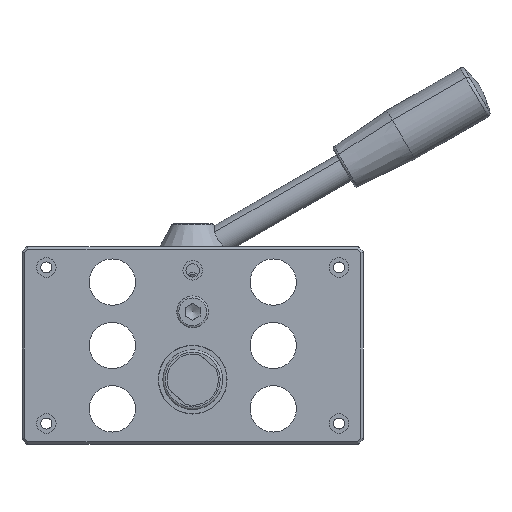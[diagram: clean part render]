
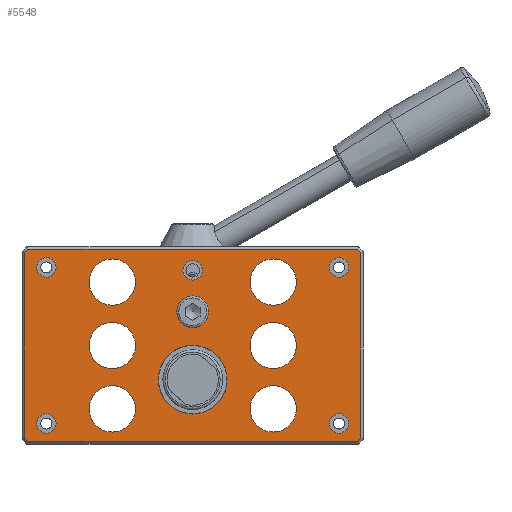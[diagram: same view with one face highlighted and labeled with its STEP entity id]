
A CAD part, left-side view. The second image highlights one B-rep face of the part: STEP entity #5548.
In plain terms, the highlighted planar face has unit normal (-1, 0, 0).
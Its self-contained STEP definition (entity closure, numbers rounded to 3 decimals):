
#502=LINE('',#7388,#907);
#503=LINE('',#7390,#908);
#504=LINE('',#7392,#909);
#505=LINE('',#7394,#910);
#506=LINE('',#7396,#911);
#507=LINE('',#7398,#912);
#508=LINE('',#7400,#913);
#509=LINE('',#7401,#914);
#907=VECTOR('',#6347,10.);
#908=VECTOR('',#6348,10.);
#909=VECTOR('',#6349,10.);
#910=VECTOR('',#6350,10.);
#911=VECTOR('',#6351,10.);
#912=VECTOR('',#6352,10.);
#913=VECTOR('',#6353,10.);
#914=VECTOR('',#6354,10.);
#1311=FACE_BOUND('',#1726,.T.);
#1312=FACE_BOUND('',#1727,.T.);
#1313=FACE_BOUND('',#1728,.T.);
#1314=FACE_BOUND('',#1729,.T.);
#1315=FACE_BOUND('',#1730,.T.);
#1316=FACE_BOUND('',#1731,.T.);
#1317=FACE_BOUND('',#1732,.T.);
#1318=FACE_BOUND('',#1733,.T.);
#1319=FACE_BOUND('',#1734,.T.);
#1320=FACE_BOUND('',#1735,.T.);
#1321=FACE_BOUND('',#1736,.T.);
#1322=FACE_BOUND('',#1737,.T.);
#1323=FACE_BOUND('',#1738,.T.);
#1403=FACE_OUTER_BOUND('',#1725,.T.);
#1725=EDGE_LOOP('',(#3621,#3622,#3623,#3624,#3625,#3626,#3627,#3628));
#1726=EDGE_LOOP('',(#3629));
#1727=EDGE_LOOP('',(#3630));
#1728=EDGE_LOOP('',(#3631));
#1729=EDGE_LOOP('',(#3632));
#1730=EDGE_LOOP('',(#3633));
#1731=EDGE_LOOP('',(#3634));
#1732=EDGE_LOOP('',(#3635));
#1733=EDGE_LOOP('',(#3636));
#1734=EDGE_LOOP('',(#3637));
#1735=EDGE_LOOP('',(#3638));
#1736=EDGE_LOOP('',(#3639));
#1737=EDGE_LOOP('',(#3640));
#1738=EDGE_LOOP('',(#3641));
#2071=CIRCLE('',#5875,9.5);
#2073=CIRCLE('',#5878,9.5);
#2075=CIRCLE('',#5881,9.5);
#2077=CIRCLE('',#5884,9.5);
#2079=CIRCLE('',#5887,9.5);
#2081=CIRCLE('',#5890,9.5);
#2098=CIRCLE('',#5919,4.);
#2099=CIRCLE('',#5931,6.5);
#2100=CIRCLE('',#5932,4.);
#2101=CIRCLE('',#5933,4.);
#2102=CIRCLE('',#5934,4.);
#2103=CIRCLE('',#5935,4.);
#2104=CIRCLE('',#5936,14.1);
#2174=VERTEX_POINT('',#7195);
#2176=VERTEX_POINT('',#7201);
#2178=VERTEX_POINT('',#7207);
#2180=VERTEX_POINT('',#7213);
#2182=VERTEX_POINT('',#7219);
#2184=VERTEX_POINT('',#7225);
#2209=VERTEX_POINT('',#7296);
#2231=VERTEX_POINT('',#7386);
#2232=VERTEX_POINT('',#7387);
#2233=VERTEX_POINT('',#7389);
#2234=VERTEX_POINT('',#7391);
#2235=VERTEX_POINT('',#7393);
#2236=VERTEX_POINT('',#7395);
#2237=VERTEX_POINT('',#7397);
#2238=VERTEX_POINT('',#7399);
#2239=VERTEX_POINT('',#7402);
#2240=VERTEX_POINT('',#7404);
#2241=VERTEX_POINT('',#7406);
#2242=VERTEX_POINT('',#7408);
#2243=VERTEX_POINT('',#7410);
#2244=VERTEX_POINT('',#7412);
#2698=EDGE_CURVE('',#2174,#2174,#2071,.T.);
#2701=EDGE_CURVE('',#2176,#2176,#2073,.T.);
#2704=EDGE_CURVE('',#2178,#2178,#2075,.T.);
#2707=EDGE_CURVE('',#2180,#2180,#2077,.T.);
#2710=EDGE_CURVE('',#2182,#2182,#2079,.T.);
#2713=EDGE_CURVE('',#2184,#2184,#2081,.T.);
#2747=EDGE_CURVE('',#2209,#2209,#2098,.T.);
#2780=EDGE_CURVE('',#2231,#2232,#502,.T.);
#2781=EDGE_CURVE('',#2233,#2231,#503,.T.);
#2782=EDGE_CURVE('',#2234,#2233,#504,.T.);
#2783=EDGE_CURVE('',#2235,#2234,#505,.T.);
#2784=EDGE_CURVE('',#2236,#2235,#506,.T.);
#2785=EDGE_CURVE('',#2237,#2236,#507,.T.);
#2786=EDGE_CURVE('',#2238,#2237,#508,.T.);
#2787=EDGE_CURVE('',#2232,#2238,#509,.T.);
#2788=EDGE_CURVE('',#2239,#2239,#2099,.T.);
#2789=EDGE_CURVE('',#2240,#2240,#2100,.T.);
#2790=EDGE_CURVE('',#2241,#2241,#2101,.T.);
#2791=EDGE_CURVE('',#2242,#2242,#2102,.T.);
#2792=EDGE_CURVE('',#2243,#2243,#2103,.T.);
#2793=EDGE_CURVE('',#2244,#2244,#2104,.T.);
#3621=ORIENTED_EDGE('',*,*,#2780,.F.);
#3622=ORIENTED_EDGE('',*,*,#2781,.F.);
#3623=ORIENTED_EDGE('',*,*,#2782,.F.);
#3624=ORIENTED_EDGE('',*,*,#2783,.F.);
#3625=ORIENTED_EDGE('',*,*,#2784,.F.);
#3626=ORIENTED_EDGE('',*,*,#2785,.F.);
#3627=ORIENTED_EDGE('',*,*,#2786,.F.);
#3628=ORIENTED_EDGE('',*,*,#2787,.F.);
#3629=ORIENTED_EDGE('',*,*,#2788,.T.);
#3630=ORIENTED_EDGE('',*,*,#2789,.T.);
#3631=ORIENTED_EDGE('',*,*,#2790,.T.);
#3632=ORIENTED_EDGE('',*,*,#2791,.T.);
#3633=ORIENTED_EDGE('',*,*,#2792,.T.);
#3634=ORIENTED_EDGE('',*,*,#2698,.T.);
#3635=ORIENTED_EDGE('',*,*,#2701,.T.);
#3636=ORIENTED_EDGE('',*,*,#2704,.T.);
#3637=ORIENTED_EDGE('',*,*,#2707,.T.);
#3638=ORIENTED_EDGE('',*,*,#2710,.T.);
#3639=ORIENTED_EDGE('',*,*,#2713,.T.);
#3640=ORIENTED_EDGE('',*,*,#2793,.T.);
#3641=ORIENTED_EDGE('',*,*,#2747,.T.);
#5083=PLANE('',#5930);
#5548=ADVANCED_FACE('',(#1403,#1311,#1312,#1313,#1314,#1315,#1316,#1317,
#1318,#1319,#1320,#1321,#1322,#1323),#5083,.T.);
#5875=AXIS2_PLACEMENT_3D('',#7196,#6189,#6190);
#5878=AXIS2_PLACEMENT_3D('',#7202,#6196,#6197);
#5881=AXIS2_PLACEMENT_3D('',#7208,#6203,#6204);
#5884=AXIS2_PLACEMENT_3D('',#7214,#6210,#6211);
#5887=AXIS2_PLACEMENT_3D('',#7220,#6217,#6218);
#5890=AXIS2_PLACEMENT_3D('',#7226,#6224,#6225);
#5919=AXIS2_PLACEMENT_3D('',#7297,#6299,#6300);
#5930=AXIS2_PLACEMENT_3D('',#7385,#6345,#6346);
#5931=AXIS2_PLACEMENT_3D('',#7403,#6355,#6356);
#5932=AXIS2_PLACEMENT_3D('',#7405,#6357,#6358);
#5933=AXIS2_PLACEMENT_3D('',#7407,#6359,#6360);
#5934=AXIS2_PLACEMENT_3D('',#7409,#6361,#6362);
#5935=AXIS2_PLACEMENT_3D('',#7411,#6363,#6364);
#5936=AXIS2_PLACEMENT_3D('',#7413,#6365,#6366);
#6189=DIRECTION('center_axis',(1.,0.,0.));
#6190=DIRECTION('ref_axis',(0.,0.,
-1.));
#6196=DIRECTION('center_axis',(1.,0.,0.));
#6197=DIRECTION('ref_axis',(0.,0.,
-1.));
#6203=DIRECTION('center_axis',(1.,0.,0.));
#6204=DIRECTION('ref_axis',(0.,0.,
-1.));
#6210=DIRECTION('center_axis',(1.,0.,0.));
#6211=DIRECTION('ref_axis',(0.,0.,
-1.));
#6217=DIRECTION('center_axis',(1.,0.,0.));
#6218=DIRECTION('ref_axis',(0.,0.,
-1.));
#6224=DIRECTION('center_axis',(1.,0.,0.));
#6225=DIRECTION('ref_axis',(0.,0.,
-1.));
#6299=DIRECTION('center_axis',(1.,0.,0.));
#6300=DIRECTION('ref_axis',(0.,0.,1.));
#6345=DIRECTION('center_axis',(-1.,0.,0.));
#6346=DIRECTION('ref_axis',(0.,0.,
-1.));
#6347=DIRECTION('',(0.,1.,0.));
#6348=DIRECTION('',(0.,0.707,-0.707));
#6349=DIRECTION('',(0.,0.,-1.));
#6350=DIRECTION('',(0.,-0.707,-0.707));
#6351=DIRECTION('',(0.,-1.,0.));
#6352=DIRECTION('',(0.,-0.707,0.707));
#6353=DIRECTION('',(0.,0.,1.));
#6354=DIRECTION('',(0.,0.707,0.707));
#6355=DIRECTION('center_axis',(1.,0.,0.));
#6356=DIRECTION('ref_axis',(0.,1.,0.));
#6357=DIRECTION('center_axis',(1.,0.,0.));
#6358=DIRECTION('ref_axis',(0.,0.,
-1.));
#6359=DIRECTION('center_axis',(1.,0.,0.));
#6360=DIRECTION('ref_axis',(0.,0.,
-1.));
#6361=DIRECTION('center_axis',(1.,0.,0.));
#6362=DIRECTION('ref_axis',(0.,0.,
-1.));
#6363=DIRECTION('center_axis',(1.,0.,0.));
#6364=DIRECTION('ref_axis',(0.,0.,
-1.));
#6365=DIRECTION('center_axis',(1.,0.,0.));
#6366=DIRECTION('ref_axis',(0.,0.,
-1.));
#7195=CARTESIAN_POINT('',(-10.,33.,-16.5));
#7196=CARTESIAN_POINT('Origin',(-10.,33.,-26.));
#7201=CARTESIAN_POINT('',(-10.,-33.,9.5));
#7202=CARTESIAN_POINT('Origin',(-10.,-33.,0.));
#7207=CARTESIAN_POINT('',(-10.,33.,35.5));
#7208=CARTESIAN_POINT('Origin',(-10.,33.,26.));
#7213=CARTESIAN_POINT('',(-10.,33.,9.5));
#7214=CARTESIAN_POINT('Origin',(-10.,33.,0.));
#7219=CARTESIAN_POINT('',(-10.,-33.,35.5));
#7220=CARTESIAN_POINT('Origin',(-10.,-33.,26.));
#7225=CARTESIAN_POINT('',(-10.,-33.,-16.5));
#7226=CARTESIAN_POINT('Origin',(-10.,-33.,-26.));
#7296=CARTESIAN_POINT('',(-10.,0.,26.8));
#7297=CARTESIAN_POINT('Origin',(-10.,0.,
30.8));
#7385=CARTESIAN_POINT('Origin',(-10.,0.,0.));
#7386=CARTESIAN_POINT('',(-10.,-67.586,-39.5));
#7387=CARTESIAN_POINT('',(-10.,67.586,-39.5));
#7388=CARTESIAN_POINT('',(-10.,-35.,-39.5));
#7389=CARTESIAN_POINT('',(-10.,-69.,-38.086));
#7390=CARTESIAN_POINT('',(-10.,-60.918,-46.168));
#7391=CARTESIAN_POINT('',(-10.,-69.,38.086));
#7392=CARTESIAN_POINT('',(-10.,-69.,20.25));
#7393=CARTESIAN_POINT('',(-10.,-67.586,39.5));
#7394=CARTESIAN_POINT('',(-10.,-60.918,46.168));
#7395=CARTESIAN_POINT('',(-10.,67.586,39.5));
#7396=CARTESIAN_POINT('',(-10.,35.,39.5));
#7397=CARTESIAN_POINT('',(-10.,69.,38.086));
#7398=CARTESIAN_POINT('',(-10.,60.918,46.168));
#7399=CARTESIAN_POINT('',(-10.,69.,-38.086));
#7400=CARTESIAN_POINT('',(-10.,69.,-20.25));
#7401=CARTESIAN_POINT('',(-10.,60.918,-46.168));
#7402=CARTESIAN_POINT('',(-10.,-6.5,13.8));
#7403=CARTESIAN_POINT('Origin',(-10.,0.,13.8));
#7404=CARTESIAN_POINT('',(-10.,-60.,36.));
#7405=CARTESIAN_POINT('Origin',(-10.,-60.,32.));
#7406=CARTESIAN_POINT('',(-10.,60.,-28.));
#7407=CARTESIAN_POINT('Origin',(-10.,60.,-32.));
#7408=CARTESIAN_POINT('',(-10.,60.,36.));
#7409=CARTESIAN_POINT('Origin',(-10.,60.,32.));
#7410=CARTESIAN_POINT('',(-10.,-60.,-28.));
#7411=CARTESIAN_POINT('Origin',(-10.,-60.,-32.));
#7412=CARTESIAN_POINT('',(-10.,0.,0.1));
#7413=CARTESIAN_POINT('Origin',(-10.,0.,-14.));
